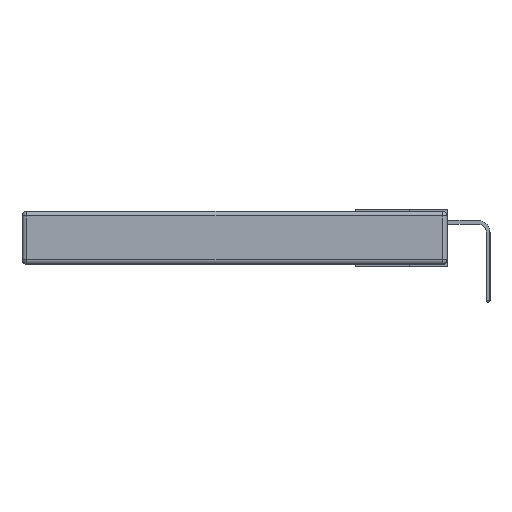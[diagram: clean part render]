
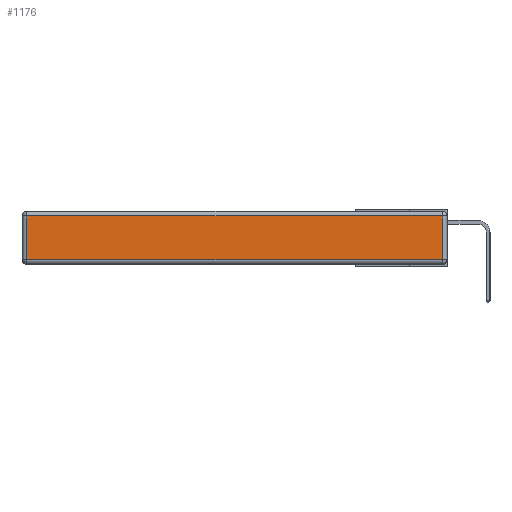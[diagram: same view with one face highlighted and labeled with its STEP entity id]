
A CAD part, left-side view. The second image highlights one B-rep face of the part: STEP entity #1176.
In plain terms, the highlighted planar face has unit normal (-1, 0, 0).
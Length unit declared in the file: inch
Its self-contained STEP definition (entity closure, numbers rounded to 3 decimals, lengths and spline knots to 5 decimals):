
#730 = EDGE_CURVE ( 'NONE', #27308, #15477, #19941, .T. ) ;
#1176 = ADVANCED_FACE ( 'NONE', ( #11461 ), #23090, .T. ) ;
#1282 = CARTESIAN_POINT ( 'NONE',  ( 0., 0., -0.313 ) ) ;
#1515 = VECTOR ( 'NONE', #8045, 39.37008 ) ;
#2531 = ORIENTED_EDGE ( 'NONE', *, *, #23799, .T. ) ;
#3934 = CARTESIAN_POINT ( 'NONE',  ( 0., 2.72, -0.313 ) ) ;
#4081 = VECTOR ( 'NONE', #28087, 39.37008 ) ;
#4148 = CARTESIAN_POINT ( 'NONE',  ( 0., 0.03, -0.313 ) ) ;
#4376 = CARTESIAN_POINT ( 'NONE',  ( 0., 2.75, -0.03 ) ) ;
#4673 = CARTESIAN_POINT ( 'NONE',  ( 0., 0.03, -0.03 ) ) ;
#6855 = EDGE_LOOP ( 'NONE', ( #7324, #2531, #12494, #7961 ) ) ;
#7023 = AXIS2_PLACEMENT_3D ( 'NONE', #20007, #19900, #24513 ) ;
#7031 = LINE ( 'NONE', #4376, #4081 ) ;
#7324 = ORIENTED_EDGE ( 'NONE', *, *, #29123, .T. ) ;
#7752 = LINE ( 'NONE', #26626, #1515 ) ;
#7961 = ORIENTED_EDGE ( 'NONE', *, *, #730, .T. ) ;
#8045 = DIRECTION ( 'NONE',  ( 0., 0., 1. ) ) ;
#8344 = DIRECTION ( 'NONE',  ( 0., -1., 0. ) ) ;
#11461 = FACE_OUTER_BOUND ( 'NONE', #6855, .T. ) ;
#11641 = LINE ( 'NONE', #1282, #29249 ) ;
#12494 = ORIENTED_EDGE ( 'NONE', *, *, #26154, .T. ) ;
#13346 = VECTOR ( 'NONE', #27708, 39.37008 ) ;
#13569 = CARTESIAN_POINT ( 'NONE',  ( 0., 2.72, -0.343 ) ) ;
#15477 = VERTEX_POINT ( 'NONE', #3934 ) ;
#16831 = VERTEX_POINT ( 'NONE', #4673 ) ;
#19900 = DIRECTION ( 'NONE',  ( -1., 0., 0. ) ) ;
#19941 = LINE ( 'NONE', #13569, #13346 ) ;
#20007 = CARTESIAN_POINT ( 'NONE',  ( 0., 0., -0.343 ) ) ;
#20707 = CARTESIAN_POINT ( 'NONE',  ( 0., 2.72, -0.03 ) ) ;
#21694 = VERTEX_POINT ( 'NONE', #4148 ) ;
#23090 = PLANE ( 'NONE',  #7023 ) ;
#23799 = EDGE_CURVE ( 'NONE', #21694, #16831, #7752, .T. ) ;
#24513 = DIRECTION ( 'NONE',  ( 0., 0., 1. ) ) ;
#26154 = EDGE_CURVE ( 'NONE', #16831, #27308, #7031, .T. ) ;
#26626 = CARTESIAN_POINT ( 'NONE',  ( 0., 0.03, -0.343 ) ) ;
#27308 = VERTEX_POINT ( 'NONE', #20707 ) ;
#27708 = DIRECTION ( 'NONE',  ( 0., 0., -1. ) ) ;
#28087 = DIRECTION ( 'NONE',  ( 0., 1., 0. ) ) ;
#29123 = EDGE_CURVE ( 'NONE', #15477, #21694, #11641, .T. ) ;
#29249 = VECTOR ( 'NONE', #8344, 39.37008 ) ;
